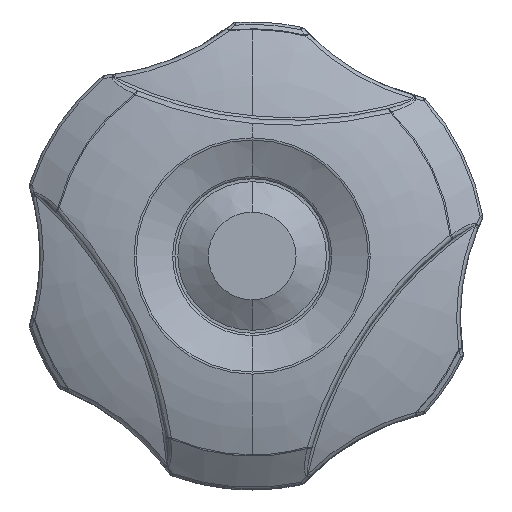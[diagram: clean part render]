
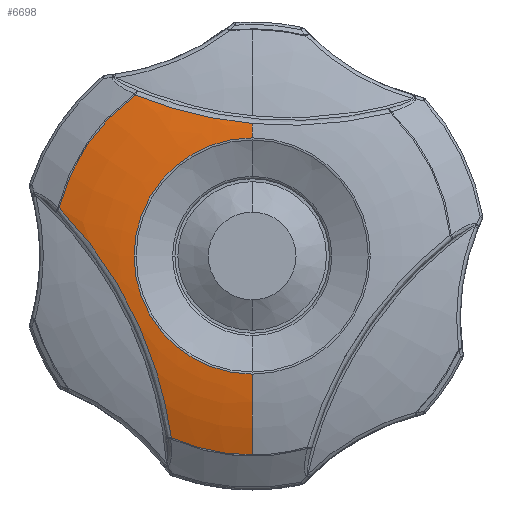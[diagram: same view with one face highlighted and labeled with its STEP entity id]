
A CAD part, left-side view. The second image highlights one B-rep face of the part: STEP entity #6698.
In plain terms, the highlighted toroidal (fillet/blend) face has major radius 6.511 mm and minor radius 30.6 mm.
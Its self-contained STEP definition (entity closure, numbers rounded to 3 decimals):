
#63 = EDGE_CURVE ( 'NONE', #322, #10818, #5705, .T. ) ;
#100 = VERTEX_POINT ( 'NONE', #12426 ) ;
#229 = CARTESIAN_POINT ( 'NONE',  ( -21.411, 0.863, 11.398 ) ) ;
#250 = CARTESIAN_POINT ( 'NONE',  ( -20.462, 15.261, 2.784 ) ) ;
#322 = VERTEX_POINT ( 'NONE', #14871 ) ;
#925 = DIRECTION ( 'NONE',  ( 0., 1., 0. ) ) ;
#1419 = CARTESIAN_POINT ( 'NONE',  ( -19.949, 6.914, -15.532 ) ) ;
#1546 = CARTESIAN_POINT ( 'NONE',  ( -21.259, 3.448, 11.803 ) ) ;
#1648 = CARTESIAN_POINT ( 'NONE',  ( -21.405, 10.996, -3.279 ) ) ;
#2023 = ORIENTED_EDGE ( 'NONE', *, *, #12519, .T. ) ;
#2289 = CARTESIAN_POINT ( 'NONE',  ( -19.949, 6.914, -15.532 ) ) ;
#2453 = AXIS2_PLACEMENT_3D ( 'NONE', #12266, #8709, #13688 ) ;
#2552 = DIRECTION ( 'NONE',  ( 0., -1., 0. ) ) ;
#2738 = CARTESIAN_POINT ( 'NONE',  ( -20.846, 14.087, 1.364 ) ) ;
#3220 = B_SPLINE_CURVE_WITH_KNOTS ( 'NONE', 3,
 ( #7946, #11738, #250, #2738, #13151, #5194, #6616, #1648, #8941, #10302, #6448, #10388, #15456, #12905, #3940, #10471, #4182, #1419 ),
 .UNSPECIFIED., .F., .F.,
 ( 4, 2, 2, 2, 2, 2, 2, 2, 4 ),
 ( 0., 0.003, 0.006, 0.008, 0.011, 0.014, 0.017, 0.02, 0.023 ),
 .UNSPECIFIED. ) ;
#3229 = CARTESIAN_POINT ( 'NONE',  ( -20.796, 6.794, 12.626 ) ) ;
#3324 = CARTESIAN_POINT ( 'NONE',  ( -20.208, 9.217, 13.441 ) ) ;
#3355 = DIRECTION ( 'NONE',  ( 0., 0., 1. ) ) ;
#3699 = ORIENTED_EDGE ( 'NONE', *, *, #15899, .T. ) ;
#3940 = CARTESIAN_POINT ( 'NONE',  ( -20.846, 7.598, -11.939 ) ) ;
#4006 = CARTESIAN_POINT ( 'NONE',  ( -21.593, 10.093, 0. ) ) ;
#4054 = CARTESIAN_POINT ( 'NONE',  ( 8.796, 0., 6.511 ) ) ;
#4170 = CARTESIAN_POINT ( 'NONE',  ( -21.424, 0., 11.318 ) ) ;
#4182 = CARTESIAN_POINT ( 'NONE',  ( -20.228, 7.04, -14.638 ) ) ;
#4481 = VERTEX_POINT ( 'NONE', #4006 ) ;
#4530 = DIRECTION ( 'NONE',  ( 0., 0., -1. ) ) ;
#4581 = CARTESIAN_POINT ( 'NONE',  ( -20.429, 8.417, 13.15 ) ) ;
#4775 = CARTESIAN_POINT ( 'NONE',  ( 8.796, 0., -6.511 ) ) ;
#4902 = ORIENTED_EDGE ( 'NONE', *, *, #11530, .T. ) ;
#4944 = CARTESIAN_POINT ( 'NONE',  ( -19.949, 9.994, 13.753 ) ) ;
#5194 = CARTESIAN_POINT ( 'NONE',  ( -21.225, 12.446, -0.901 ) ) ;
#5239 = DIRECTION ( 'NONE',  ( 0., -1., 0. ) ) ;
#5335 = CARTESIAN_POINT ( 'NONE',  ( -21.377, 1.728, 11.512 ) ) ;
#5433 = CIRCLE ( 'NONE', #9444, 30.6 ) ;
#5499 = ORIENTED_EDGE ( 'NONE', *, *, #8467, .T. ) ;
#5705 = CIRCLE ( 'NONE', #2453, 17.001 ) ;
#5902 = AXIS2_PLACEMENT_3D ( 'NONE', #15162, #12455, #16437 ) ;
#6063 = CIRCLE ( 'NONE', #8706, 17.001 ) ;
#6448 = CARTESIAN_POINT ( 'NONE',  ( -21.406, 9.361, -6.626 ) ) ;
#6616 = CARTESIAN_POINT ( 'NONE',  ( -21.304, 11.942, -1.681 ) ) ;
#6680 = CARTESIAN_POINT ( 'NONE',  ( -21.174, 4.297, 11.98 ) ) ;
#6698 = ADVANCED_FACE ( 'NONE', ( #10709 ), #11268, .T. ) ;
#7422 = VERTEX_POINT ( 'NONE', #4944 ) ;
#7795 = CARTESIAN_POINT ( 'NONE',  ( -21.593, 0., 10.093 ) ) ;
#7946 = CARTESIAN_POINT ( 'NONE',  ( -19.949, 16.495, 4.114 ) ) ;
#8174 = ORIENTED_EDGE ( 'NONE', *, *, #12238, .T. ) ;
#8467 = EDGE_CURVE ( 'NONE', #322, #100, #5433, .T. ) ;
#8706 = AXIS2_PLACEMENT_3D ( 'NONE', #16054, #14785, #4530 ) ;
#8709 = DIRECTION ( 'NONE',  ( 1., 0., 0. ) ) ;
#8766 = CARTESIAN_POINT ( 'NONE',  ( -21.593, 0., 0. ) ) ;
#8941 = CARTESIAN_POINT ( 'NONE',  ( -21.429, 10.555, -4.096 ) ) ;
#9444 = AXIS2_PLACEMENT_3D ( 'NONE', #4775, #925, #3355 ) ;
#9850 = CIRCLE ( 'NONE', #15784, 30.6 ) ;
#9975 = DIRECTION ( 'NONE',  ( 0., -1., 0. ) ) ;
#10302 = CARTESIAN_POINT ( 'NONE',  ( -21.43, 9.737, -5.77 ) ) ;
#10388 = CARTESIAN_POINT ( 'NONE',  ( -21.304, 8.676, -8.378 ) ) ;
#10471 = CARTESIAN_POINT ( 'NONE',  ( -20.463, 7.203, -13.735 ) ) ;
#10603 = EDGE_CURVE ( 'NONE', #14417, #7422, #15676, .T. ) ;
#10709 = FACE_OUTER_BOUND ( 'NONE', #14526, .T. ) ;
#10818 = VERTEX_POINT ( 'NONE', #2289 ) ;
#10881 = EDGE_CURVE ( 'NONE', #14417, #14061, #9850, .T. ) ;
#11096 = ORIENTED_EDGE ( 'NONE', *, *, #63, .F. ) ;
#11130 = ORIENTED_EDGE ( 'NONE', *, *, #10603, .T. ) ;
#11268 = TOROIDAL_SURFACE ( 'NONE', #5902, 6.511, 30.6 ) ;
#11431 = CARTESIAN_POINT ( 'NONE',  ( -19.949, 16.495, 4.114 ) ) ;
#11530 = EDGE_CURVE ( 'NONE', #4481, #14061, #13643, .T. ) ;
#11738 = CARTESIAN_POINT ( 'NONE',  ( -20.229, 15.869, 3.464 ) ) ;
#11841 = ORIENTED_EDGE ( 'NONE', *, *, #10881, .F. ) ;
#12238 = EDGE_CURVE ( 'NONE', #12304, #10818, #3220, .T. ) ;
#12266 = CARTESIAN_POINT ( 'NONE',  ( -19.949, 0., 0. ) ) ;
#12304 = VERTEX_POINT ( 'NONE', #11431 ) ;
#12426 = CARTESIAN_POINT ( 'NONE',  ( -21.593, 0., -10.093 ) ) ;
#12455 = DIRECTION ( 'NONE',  ( -1., 0., 0. ) ) ;
#12519 = EDGE_CURVE ( 'NONE', #7422, #12304, #6063, .T. ) ;
#12905 = CARTESIAN_POINT ( 'NONE',  ( -20.996, 7.831, -11.044 ) ) ;
#13050 = CARTESIAN_POINT ( 'NONE',  ( -21.424, 0., 11.318 ) ) ;
#13151 = CARTESIAN_POINT ( 'NONE',  ( -20.997, 13.518, 0.62 ) ) ;
#13606 = CARTESIAN_POINT ( 'NONE',  ( -21.593, 0., 0. ) ) ;
#13629 = CIRCLE ( 'NONE', #15793, 10.093 ) ;
#13643 = CIRCLE ( 'NONE', #16619, 10.093 ) ;
#13688 = DIRECTION ( 'NONE',  ( 0., -1., 0. ) ) ;
#13742 = DIRECTION ( 'NONE',  ( 1., 0., 0. ) ) ;
#14061 = VERTEX_POINT ( 'NONE', #7795 ) ;
#14417 = VERTEX_POINT ( 'NONE', #4170 ) ;
#14526 = EDGE_LOOP ( 'NONE', ( #11096, #5499, #3699, #4902, #11841, #11130, #2023, #8174 ) ) ;
#14785 = DIRECTION ( 'NONE',  ( -1., 0., 0. ) ) ;
#14839 = CARTESIAN_POINT ( 'NONE',  ( -20.943, 5.97, 12.391 ) ) ;
#14871 = CARTESIAN_POINT ( 'NONE',  ( -19.949, 0., -17.001 ) ) ;
#15162 = CARTESIAN_POINT ( 'NONE',  ( 8.796, 0., 0. ) ) ;
#15456 = CARTESIAN_POINT ( 'NONE',  ( -21.224, 8.369, -9.265 ) ) ;
#15493 = DIRECTION ( 'NONE',  ( 1., 0., 0. ) ) ;
#15676 = B_SPLINE_CURVE_WITH_KNOTS ( 'NONE', 3,
 ( #13050, #229, #5335, #1546, #6680, #14839, #3229, #4581, #3324, #15763 ),
 .UNSPECIFIED., .F., .F.,
 ( 4, 2, 2, 2, 4 ),
 ( 0.012, 0.015, 0.017, 0.02, 0.023 ),
 .UNSPECIFIED. ) ;
#15763 = CARTESIAN_POINT ( 'NONE',  ( -19.949, 9.994, 13.753 ) ) ;
#15784 = AXIS2_PLACEMENT_3D ( 'NONE', #4054, #5239, #15493 ) ;
#15793 = AXIS2_PLACEMENT_3D ( 'NONE', #13606, #16321, #9975 ) ;
#15899 = EDGE_CURVE ( 'NONE', #100, #4481, #13629, .T. ) ;
#16054 = CARTESIAN_POINT ( 'NONE',  ( -19.949, 0., 0. ) ) ;
#16321 = DIRECTION ( 'NONE',  ( 1., 0., 0. ) ) ;
#16437 = DIRECTION ( 'NONE',  ( 0., 0., 1. ) ) ;
#16619 = AXIS2_PLACEMENT_3D ( 'NONE', #8766, #13742, #2552 ) ;
